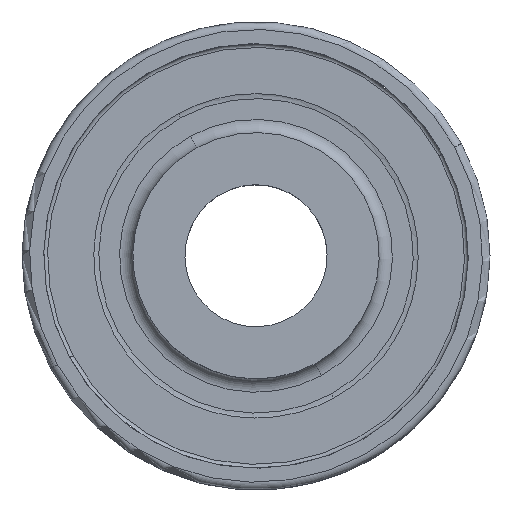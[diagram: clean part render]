
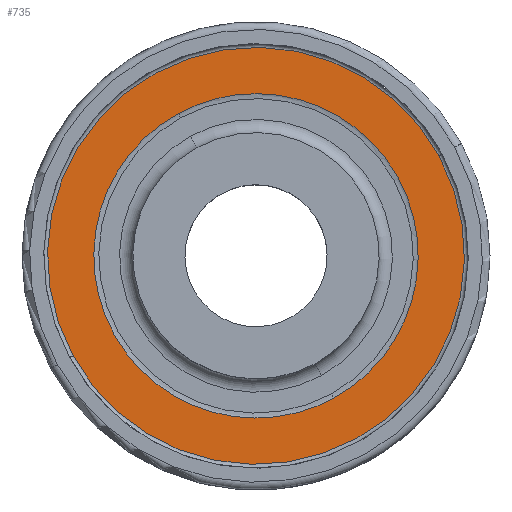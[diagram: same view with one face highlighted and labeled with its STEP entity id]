
A CAD part, top view. The second image highlights one B-rep face of the part: STEP entity #735.
In plain terms, the highlighted planar face has unit normal (0, 0, 1).
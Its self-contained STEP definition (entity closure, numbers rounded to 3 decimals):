
#437=AXIS2_PLACEMENT_3D('Circle Axis2P3D',#435,#436,$) ;
#471=AXIS2_PLACEMENT_3D('Circle Axis2P3D',#469,#470,$) ;
#669=AXIS2_PLACEMENT_3D('Plane Axis2P3D',#666,#667,#668) ;
#432=CARTESIAN_POINT('Vertex',(-9.657,-5.276,4.65)) ;
#435=CARTESIAN_POINT('Axis2P3D Location',(0.,0.,4.65)) ;
#439=CARTESIAN_POINT('Vertex',(9.657,5.276,4.65)) ;
#469=CARTESIAN_POINT('Axis2P3D Location',(0.,0.,4.65)) ;
#666=CARTESIAN_POINT('Axis2P3D Location',(11.004,0.,4.65)) ;
#676=CARTESIAN_POINT('Control Point',(-4.104,7.512,4.65)) ;
#677=CARTESIAN_POINT('Control Point',(-4.777,7.144,4.65)) ;
#678=CARTESIAN_POINT('Control Point',(-5.408,6.702,4.65)) ;
#679=CARTESIAN_POINT('Control Point',(-5.987,6.189,4.65)) ;
#680=CARTESIAN_POINT('Control Point',(-7.022,5.044,4.65)) ;
#681=CARTESIAN_POINT('Control Point',(-7.777,3.699,4.65)) ;
#682=CARTESIAN_POINT('Control Point',(-8.077,2.986,4.65)) ;
#683=CARTESIAN_POINT('Control Point',(-8.514,1.506,4.65)) ;
#684=CARTESIAN_POINT('Control Point',(-8.612,-0.035,4.65)) ;
#685=CARTESIAN_POINT('Control Point',(-8.574,-0.807,4.65)) ;
#686=CARTESIAN_POINT('Control Point',(-8.326,-2.33,4.65)) ;
#687=CARTESIAN_POINT('Control Point',(-7.747,-3.761,4.65)) ;
#688=CARTESIAN_POINT('Control Point',(-7.378,-4.441,4.65)) ;
#689=CARTESIAN_POINT('Control Point',(-6.495,-5.706,4.65)) ;
#690=CARTESIAN_POINT('Control Point',(-5.354,-6.745,4.65)) ;
#691=CARTESIAN_POINT('Control Point',(-4.727,-7.198,4.65)) ;
#692=CARTESIAN_POINT('Control Point',(-3.383,-7.956,4.65)) ;
#693=CARTESIAN_POINT('Control Point',(-1.904,-8.398,4.65)) ;
#694=CARTESIAN_POINT('Control Point',(-1.143,-8.535,4.65)) ;
#695=CARTESIAN_POINT('Control Point',(0.408,-8.637,4.65)) ;
#696=CARTESIAN_POINT('Control Point',(1.942,-8.391,4.65)) ;
#697=CARTESIAN_POINT('Control Point',(2.697,-8.18,4.65)) ;
#698=CARTESIAN_POINT('Control Point',(3.422,-7.885,4.65)) ;
#699=CARTESIAN_POINT('Control Point',(4.104,-7.512,4.65)) ;
#700=CARTESIAN_POINT('Vertex',(-4.104,7.512,4.65)) ;
#702=CARTESIAN_POINT('Vertex',(4.104,-7.512,4.65)) ;
#706=CARTESIAN_POINT('Control Point',(4.104,-7.512,4.65)) ;
#707=CARTESIAN_POINT('Control Point',(4.777,-7.144,4.65)) ;
#708=CARTESIAN_POINT('Control Point',(5.408,-6.702,4.65)) ;
#709=CARTESIAN_POINT('Control Point',(5.987,-6.189,4.65)) ;
#710=CARTESIAN_POINT('Control Point',(7.022,-5.044,4.65)) ;
#711=CARTESIAN_POINT('Control Point',(7.777,-3.699,4.65)) ;
#712=CARTESIAN_POINT('Control Point',(8.077,-2.986,4.65)) ;
#713=CARTESIAN_POINT('Control Point',(8.514,-1.506,4.65)) ;
#714=CARTESIAN_POINT('Control Point',(8.612,0.035,4.65)) ;
#715=CARTESIAN_POINT('Control Point',(8.574,0.807,4.65)) ;
#716=CARTESIAN_POINT('Control Point',(8.326,2.33,4.65)) ;
#717=CARTESIAN_POINT('Control Point',(7.747,3.761,4.65)) ;
#718=CARTESIAN_POINT('Control Point',(7.378,4.441,4.65)) ;
#719=CARTESIAN_POINT('Control Point',(6.495,5.706,4.65)) ;
#720=CARTESIAN_POINT('Control Point',(5.354,6.745,4.65)) ;
#721=CARTESIAN_POINT('Control Point',(4.727,7.198,4.65)) ;
#722=CARTESIAN_POINT('Control Point',(3.383,7.956,4.65)) ;
#723=CARTESIAN_POINT('Control Point',(1.904,8.398,4.65)) ;
#724=CARTESIAN_POINT('Control Point',(1.143,8.535,4.65)) ;
#725=CARTESIAN_POINT('Control Point',(-0.408,8.637,4.65)) ;
#726=CARTESIAN_POINT('Control Point',(-1.942,8.391,4.65)) ;
#727=CARTESIAN_POINT('Control Point',(-2.697,8.18,4.65)) ;
#728=CARTESIAN_POINT('Control Point',(-3.422,7.885,4.65)) ;
#729=CARTESIAN_POINT('Control Point',(-4.104,7.512,4.65)) ;
#436=DIRECTION('Axis2P3D Direction',(0.,0.,1.)) ;
#470=DIRECTION('Axis2P3D Direction',(0.,0.,1.)) ;
#667=DIRECTION('Axis2P3D Direction',(0.,0.,1.)) ;
#668=DIRECTION('Axis2P3D XDirection',(1.,0.,0.)) ;
#672=ORIENTED_EDGE('',*,*,#473,.T.) ;
#673=ORIENTED_EDGE('',*,*,#441,.T.) ;
#732=ORIENTED_EDGE('',*,*,#704,.F.) ;
#733=ORIENTED_EDGE('',*,*,#730,.F.) ;
#734=FACE_BOUND('',#731,.T.) ;
#735=ADVANCED_FACE('NOCUT',(#674,#734),#670,.T.) ;
#675=B_SPLINE_CURVE_WITH_KNOTS('',5,(#676,#677,#678,#679,#680,#681,#682,#683,#684,#685,#686,#687,#688,#689,#690,#691,#692,#693,#694,#695,#696,#697,#698,#699),.UNSPECIFIED.,.F.,.U.,(6,3,3,3,3,3,3,6),(0.,5.339,10.68,16.021,21.362,26.703,32.043,37.457),.UNSPECIFIED.) ;
#705=B_SPLINE_CURVE_WITH_KNOTS('',5,(#706,#707,#708,#709,#710,#711,#712,#713,#714,#715,#716,#717,#718,#719,#720,#721,#722,#723,#724,#725,#726,#727,#728,#729),.UNSPECIFIED.,.F.,.U.,(6,3,3,3,3,3,3,6),(0.,5.339,10.68,16.021,21.362,26.703,32.043,37.457),.UNSPECIFIED.) ;
#438=CIRCLE('generated circle',#437,11.004) ;
#472=CIRCLE('generated circle',#471,11.004) ;
#441=EDGE_CURVE('',#440,#433,#438,.T.) ;
#473=EDGE_CURVE('',#433,#440,#472,.T.) ;
#704=EDGE_CURVE('',#701,#703,#675,.T.) ;
#730=EDGE_CURVE('',#703,#701,#705,.T.) ;
#671=EDGE_LOOP('',(#672,#673)) ;
#731=EDGE_LOOP('',(#732,#733)) ;
#674=FACE_OUTER_BOUND('',#671,.T.) ;
#670=PLANE('',#669) ;
#433=VERTEX_POINT('',#432) ;
#440=VERTEX_POINT('',#439) ;
#701=VERTEX_POINT('',#700) ;
#703=VERTEX_POINT('',#702) ;
